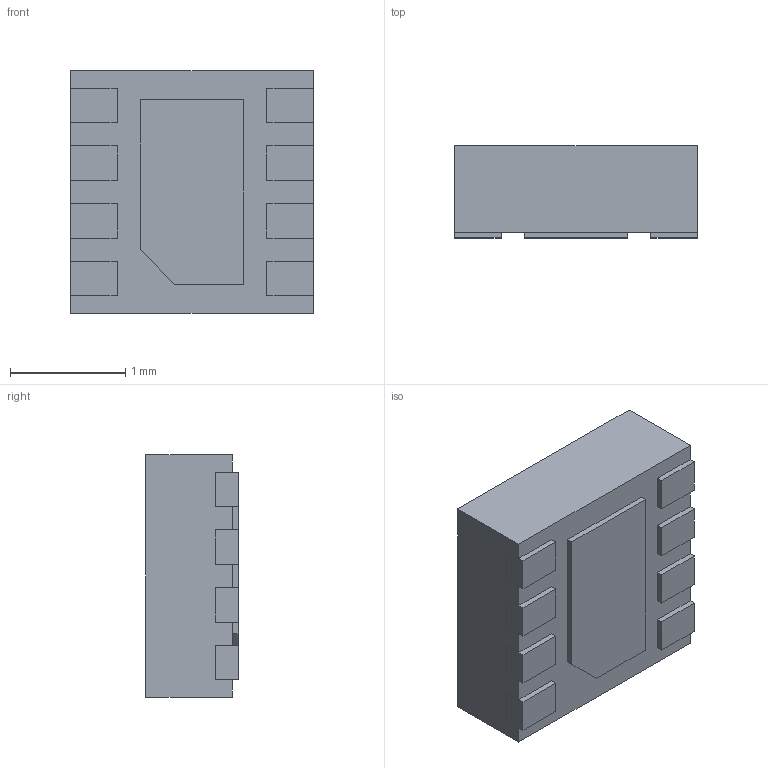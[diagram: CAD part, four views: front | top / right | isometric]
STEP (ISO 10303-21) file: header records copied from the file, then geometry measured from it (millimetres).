
FILE_DESCRIPTION (( 'STEP AP214' ), '1' );
FILE_NAME ('User Library-DSG (S-PWSON-N8).STEP', '2014-03-01T22:51:46', ( 'Windows User' ), ( '' ), 'SwSTEP 2.0', 'SolidWorks 2014', '' );
FILE_SCHEMA (( 'AUTOMOTIVE_DESIGN' ));
Length unit declared in the file: millimetre
Products named in the file (1): User Library-DSG (S-PWSON-N8)
Bounding box: 2.1 x 0.8 x 2.1 mm (x, y, z)
Volume: 3.4 mm3; surface area: 20.5 mm2
Topology: 9 solids, 9 shells, 96 faces, 229 edges, 151 vertices
Faces by surface type: plane 92, torus 2, cone 2
Entity records: 3519 total; most frequent: CARTESIAN_POINT 475, ORIENTED_EDGE 454, DIRECTION 427, EDGE_CURVE 227, LINE 221, VECTOR 221, VERTEX_POINT 151, AXIS2_PLACEMENT_3D 103
